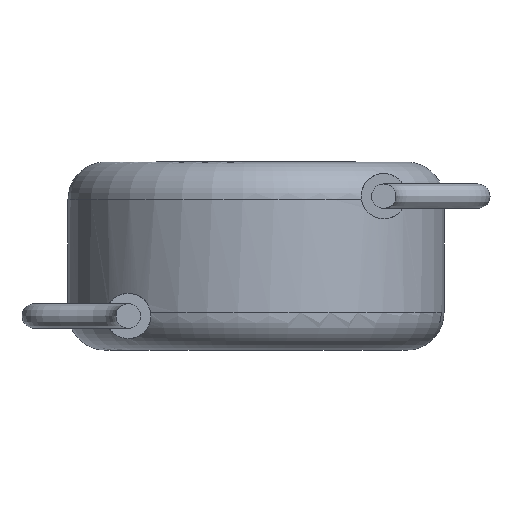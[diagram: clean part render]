
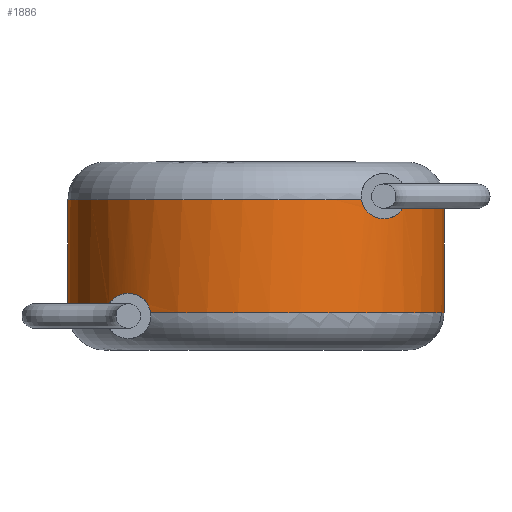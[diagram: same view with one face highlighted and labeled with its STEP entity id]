
A CAD part, front view. The second image highlights one B-rep face of the part: STEP entity #1886.
In plain terms, the highlighted cylindrical face has radius 5 mm (diameter 10 mm), a partial arc.
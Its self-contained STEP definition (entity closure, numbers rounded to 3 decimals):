
#106 = CARTESIAN_POINT ( 'NONE',  ( 2.977, -4.017, 3.656 ) ) ;
#136 = VERTEX_POINT ( 'NONE', #331 ) ;
#139 = CARTESIAN_POINT ( 'NONE',  ( -3.17, -3.869, 1.483 ) ) ;
#239 = VERTEX_POINT ( 'NONE', #1987 ) ;
#260 = CARTESIAN_POINT ( 'NONE',  ( 5., 0., 5. ) ) ;
#331 = CARTESIAN_POINT ( 'NONE',  ( -5., 0., 1. ) ) ;
#341 = CIRCLE ( 'NONE', #2825, 5. ) ;
#434 = DIRECTION ( 'NONE',  ( 0., 0., -1. ) ) ;
#484 = CARTESIAN_POINT ( 'NONE',  ( -3.674, -3.394, 1.454 ) ) ;
#485 = CARTESIAN_POINT ( 'NONE',  ( 2.815, -4.132, 3.918 ) ) ;
#499 = CARTESIAN_POINT ( 'NONE',  ( -2.847, -4.111, 1.165 ) ) ;
#505 = VERTEX_POINT ( 'NONE', #3616 ) ;
#519 = ORIENTED_EDGE ( 'NONE', *, *, #1123, .F. ) ;
#551 = ORIENTED_EDGE ( 'NONE', *, *, #1912, .T. ) ;
#552 = B_SPLINE_CURVE_WITH_KNOTS ( 'NONE', 3,
 ( #3807, #1337, #2858, #3503, #3841, #1957, #1641, #1937, #2248, #3513 ),
 .UNSPECIFIED., .F., .F.,
 ( 4, 2, 2, 2, 4 ),
 ( 0., 0., 0.001, 0.001, 0.001 ),
 .UNSPECIFIED. ) ;
#562 = EDGE_CURVE ( 'NONE', #3960, #505, #867, .T. ) ;
#636 = EDGE_CURVE ( 'NONE', #136, #3521, #661, .T. ) ;
#651 = CARTESIAN_POINT ( 'NONE',  ( 0., 0., 1. ) ) ;
#661 = CIRCLE ( 'NONE', #3558, 5. ) ;
#673 = B_SPLINE_CURVE_WITH_KNOTS ( 'NONE', 3,
 ( #3889, #1155, #499, #3304, #2065, #139, #1391, #2365, #484, #2671, #2956, #1126, #1440, #1461 ),
 .UNSPECIFIED., .F., .F.,
 ( 4, 2, 2, 2, 2, 2, 4 ),
 ( 0., 0., 0.001, 0.001, 0.002, 0.002, 0.002 ),
 .UNSPECIFIED. ) ;
#712 = DIRECTION ( 'NONE',  ( 0., 0., 1. ) ) ;
#766 = EDGE_CURVE ( 'NONE', #239, #807, #341, .T. ) ;
#807 = VERTEX_POINT ( 'NONE', #3273 ) ;
#852 = CARTESIAN_POINT ( 'NONE',  ( 5., 0., 4. ) ) ;
#867 = CIRCLE ( 'NONE', #2330, 5. ) ;
#996 = VECTOR ( 'NONE', #434, 1000. ) ;
#1030 = CARTESIAN_POINT ( 'NONE',  ( 0., 0., 5. ) ) ;
#1061 = CARTESIAN_POINT ( 'NONE',  ( 0., 0., 1. ) ) ;
#1123 = EDGE_CURVE ( 'NONE', #3878, #505, #552, .T. ) ;
#1126 = CARTESIAN_POINT ( 'NONE',  ( -3.945, -3.073, 1.159 ) ) ;
#1148 = B_SPLINE_CURVE_WITH_KNOTS ( 'NONE', 3,
 ( #2067, #485, #2672, #3605, #106, #2080, #3620, #2724 ),
 .UNSPECIFIED., .F., .F.,
 ( 4, 2, 2, 4 ),
 ( 0.004, 0.004, 0.004, 0.004 ),
 .UNSPECIFIED. ) ;
#1155 = CARTESIAN_POINT ( 'NONE',  ( -2.816, -4.132, 1.085 ) ) ;
#1189 = CARTESIAN_POINT ( 'NONE',  ( 3.395, -3.67, 3.492 ) ) ;
#1207 = LINE ( 'NONE', #1332, #996 ) ;
#1224 = DIRECTION ( 'NONE',  ( 0., 0., -1. ) ) ;
#1293 = ORIENTED_EDGE ( 'NONE', *, *, #1493, .T. ) ;
#1330 = CARTESIAN_POINT ( 'NONE',  ( 0., 0., 4. ) ) ;
#1332 = CARTESIAN_POINT ( 'NONE',  ( -5., 0., 5. ) ) ;
#1337 = CARTESIAN_POINT ( 'NONE',  ( 3.462, -3.609, 3.492 ) ) ;
#1344 = DIRECTION ( 'NONE',  ( 0., 0., -1. ) ) ;
#1391 = CARTESIAN_POINT ( 'NONE',  ( -3.306, -3.755, 1.514 ) ) ;
#1440 = CARTESIAN_POINT ( 'NONE',  ( -3.975, -3.033, 1.084 ) ) ;
#1461 = CARTESIAN_POINT ( 'NONE',  ( -3.988, -3.016, 1. ) ) ;
#1493 = EDGE_CURVE ( 'NONE', #2274, #2160, #3428, .T. ) ;
#1561 = VECTOR ( 'NONE', #1224, 1000. ) ;
#1609 = DIRECTION ( 'NONE',  ( 0., 0., -1. ) ) ;
#1641 = CARTESIAN_POINT ( 'NONE',  ( 3.861, -3.177, 3.707 ) ) ;
#1688 = CARTESIAN_POINT ( 'NONE',  ( -3.988, -3.016, 1. ) ) ;
#1886 = ADVANCED_FACE ( 'NONE', ( #3134 ), #3473, .T. ) ;
#1889 = ORIENTED_EDGE ( 'NONE', *, *, #2344, .F. ) ;
#1912 = EDGE_CURVE ( 'NONE', #807, #136, #1207, .T. ) ;
#1935 = ORIENTED_EDGE ( 'NONE', *, *, #2100, .F. ) ;
#1937 = CARTESIAN_POINT ( 'NONE',  ( 3.942, -3.076, 3.834 ) ) ;
#1944 = DIRECTION ( 'NONE',  ( 1., 0., 0. ) ) ;
#1957 = CARTESIAN_POINT ( 'NONE',  ( 3.812, -3.236, 3.656 ) ) ;
#1987 = CARTESIAN_POINT ( 'NONE',  ( 2.802, -4.141, 4. ) ) ;
#1993 = DIRECTION ( 'NONE',  ( -1., 0., 0. ) ) ;
#2065 = CARTESIAN_POINT ( 'NONE',  ( -2.991, -4.008, 1.357 ) ) ;
#2067 = CARTESIAN_POINT ( 'NONE',  ( 2.802, -4.141, 4. ) ) ;
#2080 = CARTESIAN_POINT ( 'NONE',  ( 3.146, -3.889, 3.528 ) ) ;
#2094 = AXIS2_PLACEMENT_3D ( 'NONE', #1030, #2272, #1993 ) ;
#2100 = EDGE_CURVE ( 'NONE', #2274, #3521, #673, .T. ) ;
#2160 = VERTEX_POINT ( 'NONE', #3851 ) ;
#2174 = ORIENTED_EDGE ( 'NONE', *, *, #562, .T. ) ;
#2248 = CARTESIAN_POINT ( 'NONE',  ( 3.975, -3.034, 3.912 ) ) ;
#2272 = DIRECTION ( 'NONE',  ( 0., 0., -1. ) ) ;
#2274 = VERTEX_POINT ( 'NONE', #3555 ) ;
#2330 = AXIS2_PLACEMENT_3D ( 'NONE', #3068, #1609, #1944 ) ;
#2344 = EDGE_CURVE ( 'NONE', #239, #3878, #1148, .T. ) ;
#2365 = CARTESIAN_POINT ( 'NONE',  ( -3.557, -3.519, 1.499 ) ) ;
#2483 = LINE ( 'NONE', #260, #1561 ) ;
#2501 = AXIS2_PLACEMENT_3D ( 'NONE', #651, #712, #3193 ) ;
#2575 = DIRECTION ( 'NONE',  ( 1., 0., 0. ) ) ;
#2584 = DIRECTION ( 'NONE',  ( 0., 0., 1. ) ) ;
#2671 = CARTESIAN_POINT ( 'NONE',  ( -3.823, -3.223, 1.333 ) ) ;
#2672 = CARTESIAN_POINT ( 'NONE',  ( 2.845, -4.112, 3.842 ) ) ;
#2711 = ORIENTED_EDGE ( 'NONE', *, *, #2892, .F. ) ;
#2724 = CARTESIAN_POINT ( 'NONE',  ( 3.395, -3.67, 3.492 ) ) ;
#2747 = EDGE_LOOP ( 'NONE', ( #2711, #2174, #519, #1889, #3517, #551, #4070, #1935, #1293 ) ) ;
#2825 = AXIS2_PLACEMENT_3D ( 'NONE', #1330, #1344, #3507 ) ;
#2858 = CARTESIAN_POINT ( 'NONE',  ( 3.526, -3.546, 3.503 ) ) ;
#2892 = EDGE_CURVE ( 'NONE', #3960, #2160, #2483, .T. ) ;
#2956 = CARTESIAN_POINT ( 'NONE',  ( -3.869, -3.167, 1.283 ) ) ;
#3068 = CARTESIAN_POINT ( 'NONE',  ( 0., 0., 4. ) ) ;
#3134 = FACE_OUTER_BOUND ( 'NONE', #2747, .T. ) ;
#3193 = DIRECTION ( 'NONE',  ( 1., 0., 0. ) ) ;
#3273 = CARTESIAN_POINT ( 'NONE',  ( -5., 0., 4. ) ) ;
#3304 = CARTESIAN_POINT ( 'NONE',  ( -2.935, -4.048, 1.302 ) ) ;
#3428 = CIRCLE ( 'NONE', #2501, 5. ) ;
#3473 = CYLINDRICAL_SURFACE ( 'NONE', #2094, 5. ) ;
#3503 = CARTESIAN_POINT ( 'NONE',  ( 3.648, -3.421, 3.544 ) ) ;
#3507 = DIRECTION ( 'NONE',  ( 1., 0., 0. ) ) ;
#3513 = CARTESIAN_POINT ( 'NONE',  ( 3.988, -3.016, 4. ) ) ;
#3517 = ORIENTED_EDGE ( 'NONE', *, *, #766, .T. ) ;
#3521 = VERTEX_POINT ( 'NONE', #1688 ) ;
#3555 = CARTESIAN_POINT ( 'NONE',  ( -2.802, -4.141, 1. ) ) ;
#3558 = AXIS2_PLACEMENT_3D ( 'NONE', #1061, #2584, #2575 ) ;
#3605 = CARTESIAN_POINT ( 'NONE',  ( 2.926, -4.055, 3.711 ) ) ;
#3616 = CARTESIAN_POINT ( 'NONE',  ( 3.988, -3.016, 4. ) ) ;
#3620 = CARTESIAN_POINT ( 'NONE',  ( 3.274, -3.783, 3.492 ) ) ;
#3807 = CARTESIAN_POINT ( 'NONE',  ( 3.395, -3.67, 3.492 ) ) ;
#3841 = CARTESIAN_POINT ( 'NONE',  ( 3.707, -3.357, 3.575 ) ) ;
#3851 = CARTESIAN_POINT ( 'NONE',  ( 5., 0., 1. ) ) ;
#3878 = VERTEX_POINT ( 'NONE', #1189 ) ;
#3889 = CARTESIAN_POINT ( 'NONE',  ( -2.802, -4.141, 1. ) ) ;
#3960 = VERTEX_POINT ( 'NONE', #852 ) ;
#4070 = ORIENTED_EDGE ( 'NONE', *, *, #636, .T. ) ;
